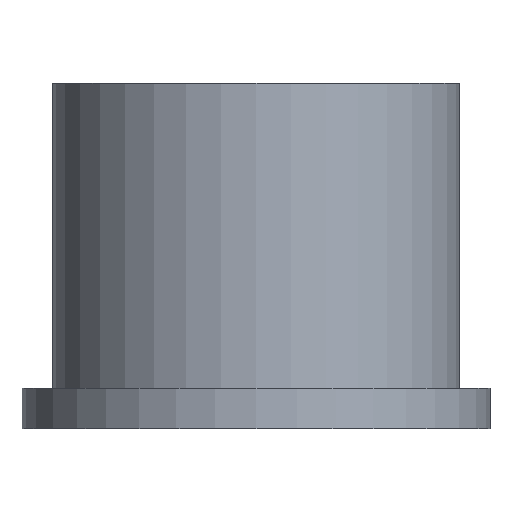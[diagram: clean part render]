
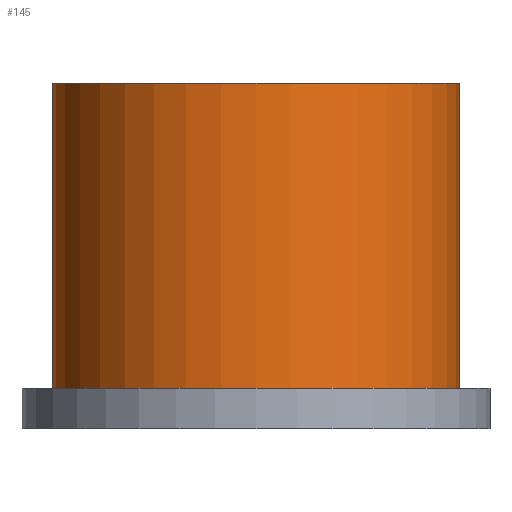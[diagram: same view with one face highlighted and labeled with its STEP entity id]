
A CAD part, front view. The second image highlights one B-rep face of the part: STEP entity #145.
In plain terms, the highlighted cylindrical face has radius 20 mm (diameter 40 mm), a partial arc.
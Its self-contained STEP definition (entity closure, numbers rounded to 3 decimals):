
#15 = VERTEX_POINT ( 'NONE', #233 ) ;
#34 = CARTESIAN_POINT ( 'NONE',  ( 20., 0., 34. ) ) ;
#43 = DIRECTION ( 'NONE',  ( -1., 0., 0. ) ) ;
#44 = CIRCLE ( 'NONE', #193, 20. ) ;
#84 = CARTESIAN_POINT ( 'NONE',  ( 20., 0., 34. ) ) ;
#145 = ADVANCED_FACE ( 'NONE', ( #359 ), #260, .T. ) ;
#158 = EDGE_LOOP ( 'NONE', ( #371, #530, #423, #273 ) ) ;
#164 = DIRECTION ( 'NONE',  ( 0., 0., 1. ) ) ;
#173 = CARTESIAN_POINT ( 'NONE',  ( 0., 0., 34. ) ) ;
#193 = AXIS2_PLACEMENT_3D ( 'NONE', #247, #426, #432 ) ;
#202 = EDGE_CURVE ( 'NONE', #230, #459, #492, .T. ) ;
#230 = VERTEX_POINT ( 'NONE', #34 ) ;
#233 = CARTESIAN_POINT ( 'NONE',  ( -20., 0., 34. ) ) ;
#247 = CARTESIAN_POINT ( 'NONE',  ( 0., 0., 4. ) ) ;
#256 = CARTESIAN_POINT ( 'NONE',  ( -20., 0., 34. ) ) ;
#260 = CYLINDRICAL_SURFACE ( 'NONE', #351, 20. ) ;
#262 = LINE ( 'NONE', #256, #541 ) ;
#265 = CARTESIAN_POINT ( 'NONE',  ( 0., 0., 34. ) ) ;
#268 = CARTESIAN_POINT ( 'NONE',  ( 20., 0., 4. ) ) ;
#273 = ORIENTED_EDGE ( 'NONE', *, *, #412, .T. ) ;
#275 = VERTEX_POINT ( 'NONE', #410 ) ;
#283 = CIRCLE ( 'NONE', #596, 20. ) ;
#316 = DIRECTION ( 'NONE',  ( 1., 0., 0. ) ) ;
#351 = AXIS2_PLACEMENT_3D ( 'NONE', #265, #544, #43 ) ;
#359 = FACE_OUTER_BOUND ( 'NONE', #158, .T. ) ;
#361 = DIRECTION ( 'NONE',  ( 0., 0., -1. ) ) ;
#371 = ORIENTED_EDGE ( 'NONE', *, *, #202, .F. ) ;
#410 = CARTESIAN_POINT ( 'NONE',  ( -20., 0., 4. ) ) ;
#412 = EDGE_CURVE ( 'NONE', #275, #459, #44, .T. ) ;
#423 = ORIENTED_EDGE ( 'NONE', *, *, #550, .T. ) ;
#426 = DIRECTION ( 'NONE',  ( 0., 0., 1. ) ) ;
#432 = DIRECTION ( 'NONE',  ( 1., 0., 0. ) ) ;
#437 = VECTOR ( 'NONE', #361, 1000. ) ;
#459 = VERTEX_POINT ( 'NONE', #268 ) ;
#484 = EDGE_CURVE ( 'NONE', #15, #230, #283, .T. ) ;
#492 = LINE ( 'NONE', #84, #437 ) ;
#530 = ORIENTED_EDGE ( 'NONE', *, *, #484, .F. ) ;
#541 = VECTOR ( 'NONE', #584, 1000. ) ;
#544 = DIRECTION ( 'NONE',  ( 0., 0., -1. ) ) ;
#550 = EDGE_CURVE ( 'NONE', #15, #275, #262, .T. ) ;
#584 = DIRECTION ( 'NONE',  ( 0., 0., -1. ) ) ;
#596 = AXIS2_PLACEMENT_3D ( 'NONE', #173, #164, #316 ) ;
